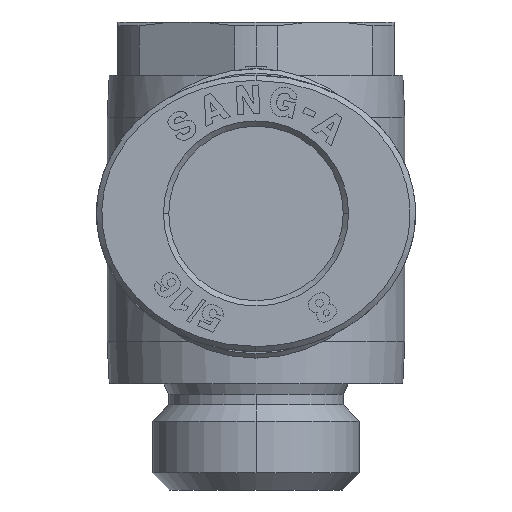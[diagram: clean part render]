
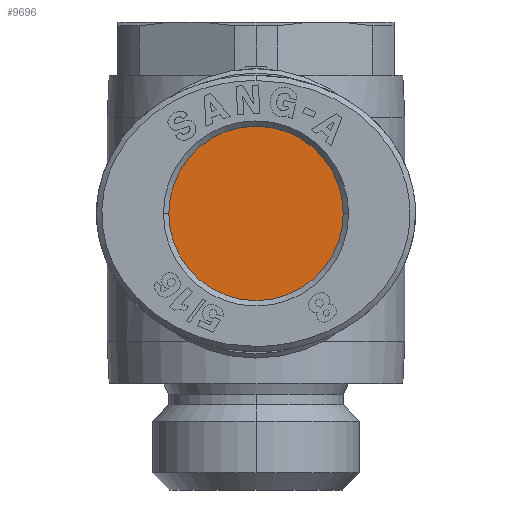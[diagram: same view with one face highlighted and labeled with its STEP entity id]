
A CAD part, left-side view. The second image highlights one B-rep face of the part: STEP entity #9696.
In plain terms, the highlighted face is planar.
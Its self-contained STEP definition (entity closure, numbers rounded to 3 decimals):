
#315 = FACE_OUTER_BOUND ( 'NONE', #12239, .T. ) ;
#2020 = AXIS2_PLACEMENT_3D ( 'NONE', #5249, #19578, #9768 ) ;
#2494 = DIRECTION ( 'NONE',  ( 0., 0., 1. ) ) ;
#2628 = ORIENTED_EDGE ( 'NONE', *, *, #20610, .T. ) ;
#3669 = ORIENTED_EDGE ( 'NONE', *, *, #19484, .T. ) ;
#5249 = CARTESIAN_POINT ( 'NONE',  ( 9.8, 0., 0. ) ) ;
#8635 = AXIS2_PLACEMENT_3D ( 'NONE', #21301, #9623, #2494 ) ;
#8695 = CARTESIAN_POINT ( 'NONE',  ( 9.8, 4.1, 0. ) ) ;
#9623 = DIRECTION ( 'NONE',  ( -1., 0., 0. ) ) ;
#9696 = ADVANCED_FACE ( 'NONE', ( #315 ), #24017, .F. ) ;
#9768 = DIRECTION ( 'NONE',  ( 0., -1., 0. ) ) ;
#11401 = DIRECTION ( 'NONE',  ( 1., 0., 0. ) ) ;
#12239 = EDGE_LOOP ( 'NONE', ( #3669, #2628 ) ) ;
#15526 = CIRCLE ( 'NONE', #2020, 4.1 ) ;
#19484 = EDGE_CURVE ( 'NONE', #28121, #20939, #30221, .T. ) ;
#19578 = DIRECTION ( 'NONE',  ( 1., 0., 0. ) ) ;
#20027 = AXIS2_PLACEMENT_3D ( 'NONE', #23293, #11401, #28126 ) ;
#20610 = EDGE_CURVE ( 'NONE', #20939, #28121, #15526, .T. ) ;
#20854 = CARTESIAN_POINT ( 'NONE',  ( 9.8, -4.1, 0. ) ) ;
#20939 = VERTEX_POINT ( 'NONE', #8695 ) ;
#21301 = CARTESIAN_POINT ( 'NONE',  ( 9.8, 0., 0. ) ) ;
#23293 = CARTESIAN_POINT ( 'NONE',  ( 9.8, 0., 0. ) ) ;
#24017 = PLANE ( 'NONE',  #8635 ) ;
#28121 = VERTEX_POINT ( 'NONE', #20854 ) ;
#28126 = DIRECTION ( 'NONE',  ( 0., -1., 0. ) ) ;
#30221 = CIRCLE ( 'NONE', #20027, 4.1 ) ;
